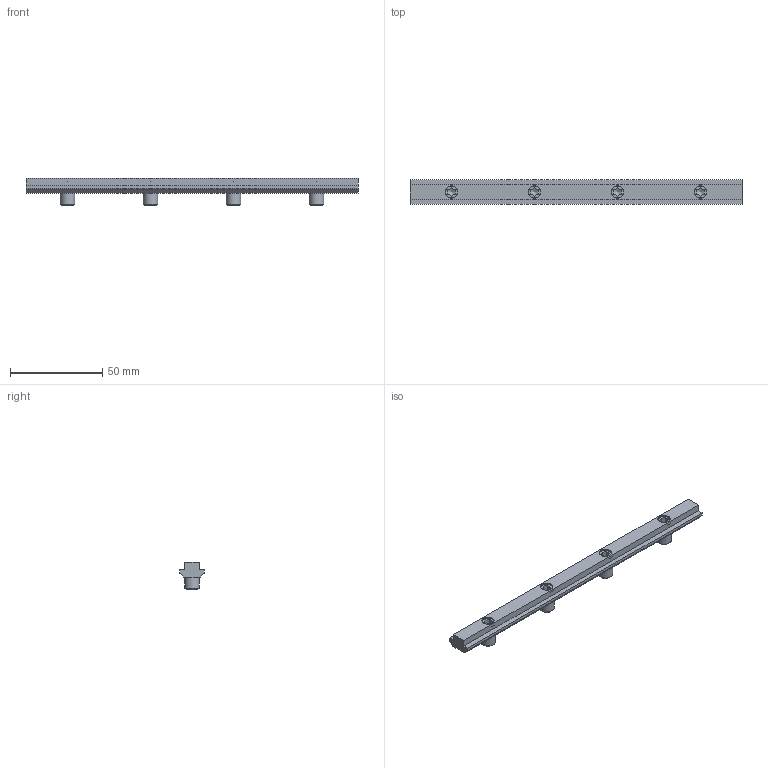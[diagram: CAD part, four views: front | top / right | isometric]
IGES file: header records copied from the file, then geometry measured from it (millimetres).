
Global section: file name: 321309.stp.ipt; native system: Autodesk Inventor 2014; preprocessor: unknown; author: zeman; date: 20151020.095928; units: millimetre
Bounding box: 180 x 13.5 x 14.7 mm (x, y, z)
Volume: 16160.1 mm3; surface area: 9800.1 mm2
Topology: 5 solids, 5 shells, 66 faces, 160 edges, 104 vertices
Faces by surface type: plane 44, cone 8, cylinder 6, revolution 4, bspline 4
Full cylindrical faces by diameter (mm): 8 x4
